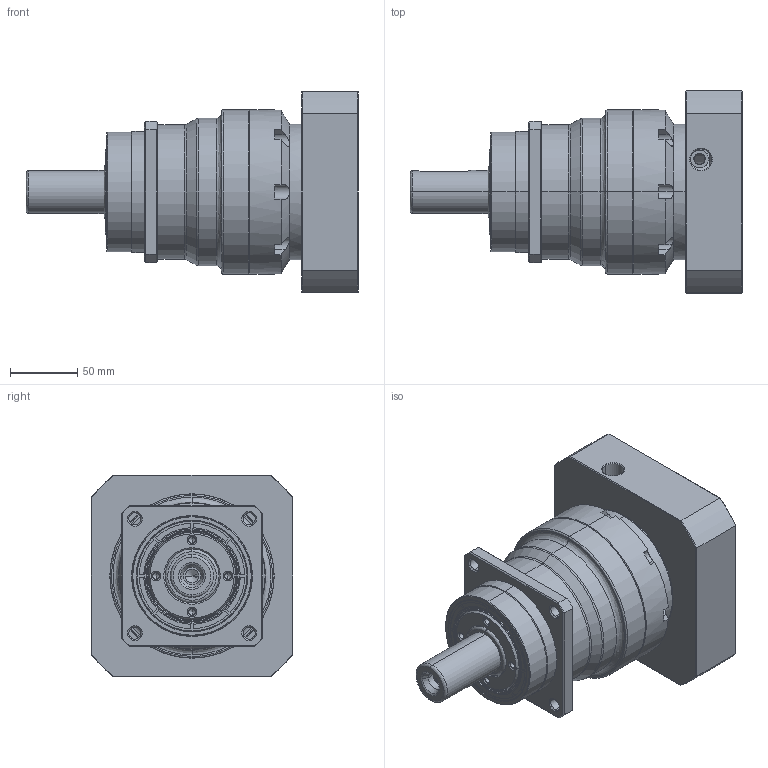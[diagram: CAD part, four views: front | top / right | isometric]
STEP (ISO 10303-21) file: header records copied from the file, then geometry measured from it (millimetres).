
FILE_DESCRIPTION (( 'STEP AP203' ), '1' );
FILE_NAME ('32.STEP', '2020-08-08T05:09:18', ( 'Windows 蚚誧' ), ( 'Microsoft' ), 'SwSTEP 2.0', 'SolidWorks 2017', '' );
FILE_SCHEMA (( 'CONFIG_CONTROL_DESIGN' ));
Length unit declared in the file: millimetre
Products named in the file (10): cza-32; TF100-010-05-001; jjt-004; 130-165-M10-42-12; 32; TF100-000-03-001; TC蚐猾60x40x5_蚐猾; TC蚐猾65x82x10-TF100_蚐猾; TF100-000-01-001; TF100-000-11-001
Assembly tree (9 placements, depth 2):
  32
    TF100-000-01-001
    TF100-000-03-001
    TF100-000-11-001
    TF100-010-05-001
    TC蚐猾60x40x5_蚐猾
    TC蚐猾65x82x10-TF100_蚐猾
    130-165-M10-42-12
    cza-32
    jjt-004
Bounding box: 246.8 x 150 x 150 mm (x, y, z)
Volume: 1290584 mm3; surface area: 268463.2 mm2
Topology: 9 solids, 9 shells, 737 faces, 1741 edges, 1048 vertices
Faces by surface type: cone 257, cylinder 238, plane 190, bspline 50, torus 2
Entity records: 25555 total; most frequent: CARTESIAN_POINT 7602, DIRECTION 3736, ORIENTED_EDGE 3406, EDGE_CURVE 1703, AXIS2_PLACEMENT_3D 1512, VERTEX_POINT 1048, EDGE_LOOP 843, CIRCLE 813
